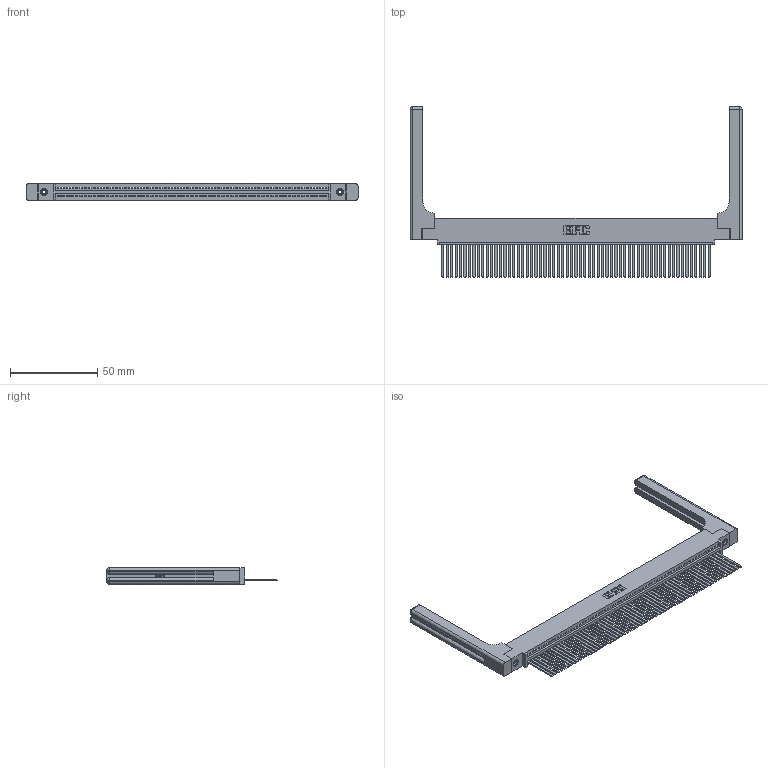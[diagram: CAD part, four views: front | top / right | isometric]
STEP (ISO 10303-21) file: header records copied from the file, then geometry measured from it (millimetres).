
FILE_DESCRIPTION (( 'STEP AP203' ), '1' );
FILE_NAME ('395-061-544-458.STEP', '2019-10-24T16:08:16', ( '' ), ( '' ), 'SwSTEP 2.0', 'SolidWorks 2016', '' );
FILE_SCHEMA (( 'CONFIG_CONTROL_DESIGN' ));
Length unit declared in the file: inch
Products named in the file (5): 345 Part_0.110 Offset - 0.156 Dia-TH; 345-220-058_345-220-058; 395-061-544-458; 345-250-001_345-250-001-102; 345-292-001_345-293-144
Assembly tree (66 placements, depth 2):
  395-061-544-458
    345 Part_0.110 Offset - 0.156 Dia-TH
    345-292-001_345-293-144  x61
    345-250-001_345-250-001-102  x2
    345-220-058_345-220-058  x2
Bounding box: 189.97 x 97.71 x 9.4 mm (x, y, z)
Volume: 27336.9 mm3; surface area: 32792.5 mm2
Topology: 66 solids, 66 shells, 3558 faces, 10657 edges, 7002 vertices
Faces by surface type: plane 2428, cylinder 1070, bspline 36, cone 12, sphere 8, torus 4
Entity records: 48482 total; most frequent: CARTESIAN_POINT 9368, ORIENTED_EDGE 8160, DIRECTION 7098, EDGE_CURVE 4080, VECTOR 3616, LINE 3616, VERTEX_POINT 2710, AXIS2_PLACEMENT_3D 1741
